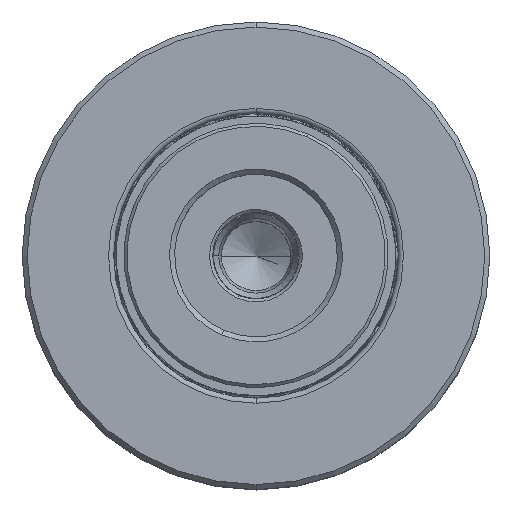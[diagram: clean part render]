
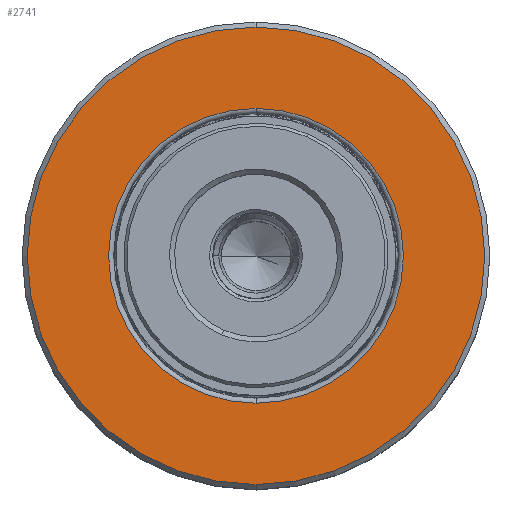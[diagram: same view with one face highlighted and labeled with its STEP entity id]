
A CAD part, top view. The second image highlights one B-rep face of the part: STEP entity #2741.
In plain terms, the highlighted face is planar.
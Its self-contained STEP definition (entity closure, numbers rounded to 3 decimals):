
#124 = DIRECTION ( 'NONE',  ( 0., 0., -1. ) ) ;
#653 = EDGE_LOOP ( 'NONE', ( #15435, #27189 ) ) ;
#2644 = CIRCLE ( 'NONE', #18796, 14.5 ) ;
#2741 = ADVANCED_FACE ( 'NONE', ( #8180, #24889 ), #29350, .T. ) ;
#3318 = DIRECTION ( 'NONE',  ( 0., 0., -1. ) ) ;
#3572 = AXIS2_PLACEMENT_3D ( 'NONE', #13872, #25817, #32543 ) ;
#4279 = CARTESIAN_POINT ( 'NONE',  ( 0., 10.687, 0. ) ) ;
#4457 = EDGE_CURVE ( 'NONE', #10895, #5423, #22565, .T. ) ;
#4532 = DIRECTION ( 'NONE',  ( 0., 0., -1. ) ) ;
#5423 = VERTEX_POINT ( 'NONE', #31478 ) ;
#6025 = DIRECTION ( 'NONE',  ( 0., -1., 0. ) ) ;
#7209 = VERTEX_POINT ( 'NONE', #15506 ) ;
#8180 = FACE_BOUND ( 'NONE', #19053, .T. ) ;
#9657 = ORIENTED_EDGE ( 'NONE', *, *, #4457, .T. ) ;
#10895 = VERTEX_POINT ( 'NONE', #16528 ) ;
#11856 = DIRECTION ( 'NONE',  ( 0., -1., 0. ) ) ;
#11958 = AXIS2_PLACEMENT_3D ( 'NONE', #4279, #16510, #4532 ) ;
#13872 = CARTESIAN_POINT ( 'NONE',  ( 22.5, 10.687, 0. ) ) ;
#13948 = CIRCLE ( 'NONE', #11958, 22.5 ) ;
#15375 = CARTESIAN_POINT ( 'NONE',  ( 0., 10.687, 0. ) ) ;
#15435 = ORIENTED_EDGE ( 'NONE', *, *, #21301, .F. ) ;
#15506 = CARTESIAN_POINT ( 'NONE',  ( 0., 10.687, 22.5 ) ) ;
#16510 = DIRECTION ( 'NONE',  ( 0., -1., 0. ) ) ;
#16528 = CARTESIAN_POINT ( 'NONE',  ( 0., 10.687, 14.5 ) ) ;
#17926 = DIRECTION ( 'NONE',  ( 0., -1., 0. ) ) ;
#18796 = AXIS2_PLACEMENT_3D ( 'NONE', #20788, #17926, #124 ) ;
#19053 = EDGE_LOOP ( 'NONE', ( #33359, #9657 ) ) ;
#20039 = CARTESIAN_POINT ( 'NONE',  ( 0., 10.687, -22.5 ) ) ;
#20327 = AXIS2_PLACEMENT_3D ( 'NONE', #32689, #6025, #3318 ) ;
#20788 = CARTESIAN_POINT ( 'NONE',  ( 0., 10.687, 0. ) ) ;
#21301 = EDGE_CURVE ( 'NONE', #24140, #7209, #13948, .T. ) ;
#22565 = CIRCLE ( 'NONE', #20327, 14.5 ) ;
#24140 = VERTEX_POINT ( 'NONE', #20039 ) ;
#24889 = FACE_OUTER_BOUND ( 'NONE', #653, .T. ) ;
#25817 = DIRECTION ( 'NONE',  ( 0., 1., 0. ) ) ;
#27189 = ORIENTED_EDGE ( 'NONE', *, *, #30413, .F. ) ;
#27988 = AXIS2_PLACEMENT_3D ( 'NONE', #15375, #11856, #32767 ) ;
#28178 = CIRCLE ( 'NONE', #27988, 22.5 ) ;
#29350 = PLANE ( 'NONE',  #3572 ) ;
#30413 = EDGE_CURVE ( 'NONE', #7209, #24140, #28178, .T. ) ;
#31083 = EDGE_CURVE ( 'NONE', #5423, #10895, #2644, .T. ) ;
#31478 = CARTESIAN_POINT ( 'NONE',  ( 0., 10.687, -14.5 ) ) ;
#32543 = DIRECTION ( 'NONE',  ( 0., 0., 1. ) ) ;
#32689 = CARTESIAN_POINT ( 'NONE',  ( 0., 10.687, 0. ) ) ;
#32767 = DIRECTION ( 'NONE',  ( 0., 0., -1. ) ) ;
#33359 = ORIENTED_EDGE ( 'NONE', *, *, #31083, .T. ) ;
